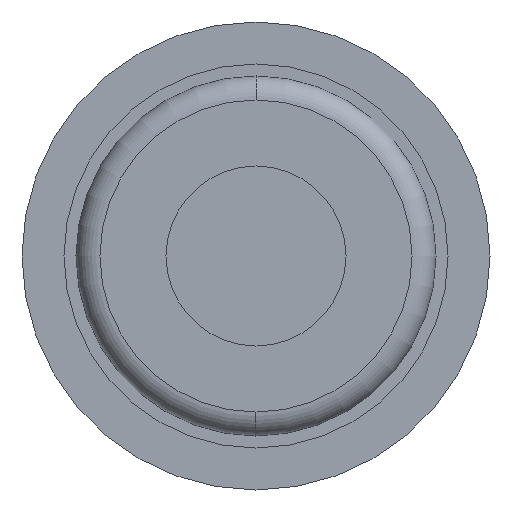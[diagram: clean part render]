
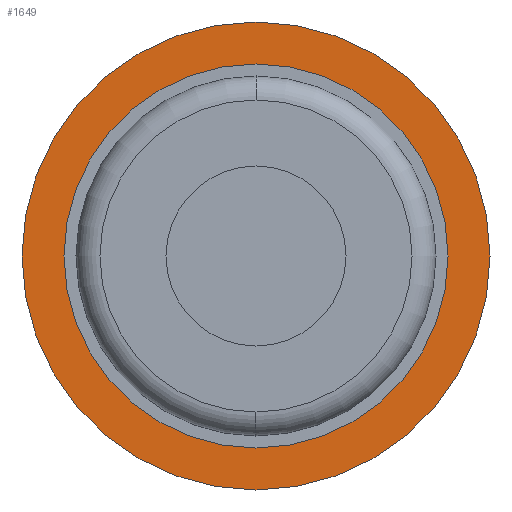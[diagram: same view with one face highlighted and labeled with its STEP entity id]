
A CAD part, front view. The second image highlights one B-rep face of the part: STEP entity #1649.
In plain terms, the highlighted planar face has unit normal (0, -1, 0).
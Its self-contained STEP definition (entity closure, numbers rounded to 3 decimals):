
#37 = CARTESIAN_POINT ( 'NONE',  ( 0., 0., 0. ) ) ;
#107 = PLANE ( 'NONE',  #2281 ) ;
#157 = CARTESIAN_POINT ( 'NONE',  ( 0., 0., 0. ) ) ;
#203 = CIRCLE ( 'NONE', #3048, 19.5 ) ;
#247 = CARTESIAN_POINT ( 'NONE',  ( 0., 0., 19.5 ) ) ;
#362 = EDGE_CURVE ( 'NONE', #2408, #1804, #2370, .T. ) ;
#422 = CARTESIAN_POINT ( 'NONE',  ( 0., 0., -19.5 ) ) ;
#423 = DIRECTION ( 'NONE',  ( 0., 0., 1. ) ) ;
#458 = EDGE_CURVE ( 'NONE', #1804, #2408, #203, .T. ) ;
#605 = EDGE_LOOP ( 'NONE', ( #1330, #3127 ) ) ;
#609 = DIRECTION ( 'NONE',  ( 1., 0., 0. ) ) ;
#681 = CIRCLE ( 'NONE', #2856, 16. ) ;
#750 = DIRECTION ( 'NONE',  ( 0., -1., 0. ) ) ;
#821 = AXIS2_PLACEMENT_3D ( 'NONE', #157, #2049, #2852 ) ;
#910 = CARTESIAN_POINT ( 'NONE',  ( 0., 0., 0. ) ) ;
#988 = DIRECTION ( 'NONE',  ( 0., 0., 1. ) ) ;
#1003 = AXIS2_PLACEMENT_3D ( 'NONE', #37, #750, #988 ) ;
#1032 = FACE_OUTER_BOUND ( 'NONE', #605, .T. ) ;
#1188 = ORIENTED_EDGE ( 'NONE', *, *, #1667, .F. ) ;
#1283 = EDGE_LOOP ( 'NONE', ( #1788, #1188 ) ) ;
#1330 = ORIENTED_EDGE ( 'NONE', *, *, #458, .T. ) ;
#1556 = DIRECTION ( 'NONE',  ( 0., -1., 0. ) ) ;
#1649 = ADVANCED_FACE ( 'NONE', ( #1032, #2777 ), #107, .T. ) ;
#1667 = EDGE_CURVE ( 'NONE', #2425, #1857, #2187, .T. ) ;
#1750 = DIRECTION ( 'NONE',  ( 0., -1., 0. ) ) ;
#1788 = ORIENTED_EDGE ( 'NONE', *, *, #3141, .F. ) ;
#1804 = VERTEX_POINT ( 'NONE', #247 ) ;
#1857 = VERTEX_POINT ( 'NONE', #2160 ) ;
#1904 = DIRECTION ( 'NONE',  ( 0., -1., 0. ) ) ;
#2049 = DIRECTION ( 'NONE',  ( 0., -1., 0. ) ) ;
#2111 = CARTESIAN_POINT ( 'NONE',  ( 0., 0., -16. ) ) ;
#2160 = CARTESIAN_POINT ( 'NONE',  ( 0., 0., 16. ) ) ;
#2187 = CIRCLE ( 'NONE', #821, 16. ) ;
#2281 = AXIS2_PLACEMENT_3D ( 'NONE', #2919, #1750, #609 ) ;
#2370 = CIRCLE ( 'NONE', #1003, 19.5 ) ;
#2408 = VERTEX_POINT ( 'NONE', #422 ) ;
#2425 = VERTEX_POINT ( 'NONE', #2111 ) ;
#2529 = DIRECTION ( 'NONE',  ( 0., 0., -1. ) ) ;
#2777 = FACE_BOUND ( 'NONE', #1283, .T. ) ;
#2852 = DIRECTION ( 'NONE',  ( 0., 0., -1. ) ) ;
#2856 = AXIS2_PLACEMENT_3D ( 'NONE', #3038, #1556, #2529 ) ;
#2919 = CARTESIAN_POINT ( 'NONE',  ( -19.862, 0., -19.5 ) ) ;
#3038 = CARTESIAN_POINT ( 'NONE',  ( 0., 0., 0. ) ) ;
#3048 = AXIS2_PLACEMENT_3D ( 'NONE', #910, #1904, #423 ) ;
#3127 = ORIENTED_EDGE ( 'NONE', *, *, #362, .T. ) ;
#3141 = EDGE_CURVE ( 'NONE', #1857, #2425, #681, .T. ) ;
